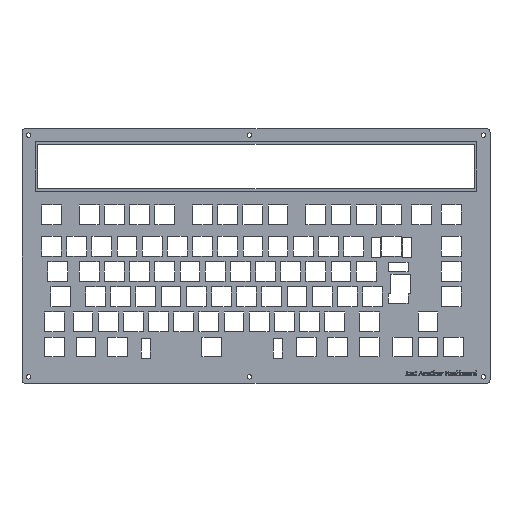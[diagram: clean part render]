
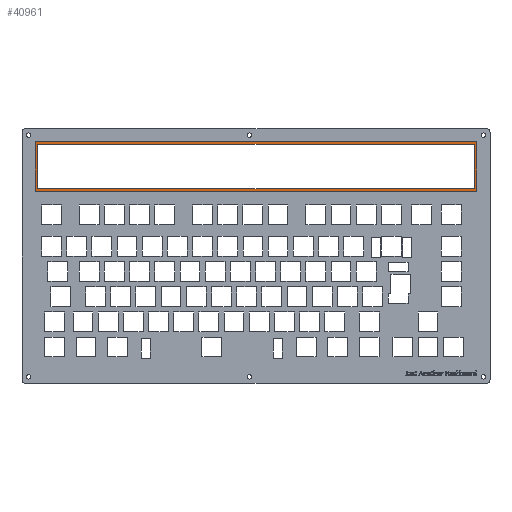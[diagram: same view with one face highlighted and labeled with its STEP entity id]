
A CAD part, top view. The second image highlights one B-rep face of the part: STEP entity #40961.
In plain terms, the highlighted planar face has unit normal (0, 0, 1).
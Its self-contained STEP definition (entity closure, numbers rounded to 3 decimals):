
#20756 = EDGE_CURVE('',#20757,#20759,#20761,.T.);
#20757 = VERTEX_POINT('',#20758);
#20758 = CARTESIAN_POINT('',(-29.116,20.097,0.5));
#20759 = VERTEX_POINT('',#20760);
#20760 = CARTESIAN_POINT('',(-29.116,-13.341,0.5));
#20761 = LINE('',#20762,#20763);
#20762 = CARTESIAN_POINT('',(-29.116,20.097,0.5));
#20763 = VECTOR('',#20764,1.);
#20764 = DIRECTION('',(0.,-1.,0.));
#20787 = EDGE_CURVE('',#20759,#20788,#20790,.T.);
#20788 = VERTEX_POINT('',#20789);
#20789 = CARTESIAN_POINT('',(301.484,-13.341,0.5));
#20790 = LINE('',#20791,#20792);
#20791 = CARTESIAN_POINT('',(-29.116,-13.341,0.5));
#20792 = VECTOR('',#20793,1.);
#20793 = DIRECTION('',(1.,0.,0.));
#20811 = EDGE_CURVE('',#20788,#20812,#20814,.T.);
#20812 = VERTEX_POINT('',#20813);
#20813 = CARTESIAN_POINT('',(301.484,20.097,0.5));
#20814 = LINE('',#20815,#20816);
#20815 = CARTESIAN_POINT('',(301.484,-13.341,0.5));
#20816 = VECTOR('',#20817,1.);
#20817 = DIRECTION('',(0.,1.,0.));
#20835 = EDGE_CURVE('',#20812,#20757,#20836,.T.);
#20836 = LINE('',#20837,#20838);
#20837 = CARTESIAN_POINT('',(301.484,20.097,0.5));
#20838 = VECTOR('',#20839,1.);
#20839 = DIRECTION('',(-1.,0.,0.));
#40870 = VERTEX_POINT('',#40871);
#40871 = CARTESIAN_POINT('',(-31.116,22.097,0.5));
#40877 = EDGE_CURVE('',#40870,#40878,#40880,.T.);
#40878 = VERTEX_POINT('',#40879);
#40879 = CARTESIAN_POINT('',(-31.116,-15.341,0.5));
#40880 = LINE('',#40881,#40882);
#40881 = CARTESIAN_POINT('',(-31.116,22.097,0.5));
#40882 = VECTOR('',#40883,1.);
#40883 = DIRECTION('',(0.,-1.,0.));
#40901 = EDGE_CURVE('',#40878,#40902,#40904,.T.);
#40902 = VERTEX_POINT('',#40903);
#40903 = CARTESIAN_POINT('',(303.484,-15.341,0.5));
#40904 = LINE('',#40905,#40906);
#40905 = CARTESIAN_POINT('',(-31.116,-15.341,0.5));
#40906 = VECTOR('',#40907,1.);
#40907 = DIRECTION('',(1.,0.,0.));
#40925 = EDGE_CURVE('',#40902,#40926,#40928,.T.);
#40926 = VERTEX_POINT('',#40927);
#40927 = CARTESIAN_POINT('',(303.484,22.097,0.5));
#40928 = LINE('',#40929,#40930);
#40929 = CARTESIAN_POINT('',(303.484,-15.341,0.5));
#40930 = VECTOR('',#40931,1.);
#40931 = DIRECTION('',(0.,1.,0.));
#40949 = EDGE_CURVE('',#40926,#40870,#40950,.T.);
#40950 = LINE('',#40951,#40952);
#40951 = CARTESIAN_POINT('',(303.484,22.097,0.5));
#40952 = VECTOR('',#40953,1.);
#40953 = DIRECTION('',(-1.,0.,0.));
#40961 = ADVANCED_FACE('',(#40962,#40968),#40974,.T.);
#40962 = FACE_BOUND('',#40963,.T.);
#40963 = EDGE_LOOP('',(#40964,#40965,#40966,#40967));
#40964 = ORIENTED_EDGE('',*,*,#40877,.T.);
#40965 = ORIENTED_EDGE('',*,*,#40901,.T.);
#40966 = ORIENTED_EDGE('',*,*,#40925,.T.);
#40967 = ORIENTED_EDGE('',*,*,#40949,.T.);
#40968 = FACE_BOUND('',#40969,.T.);
#40969 = EDGE_LOOP('',(#40970,#40971,#40972,#40973));
#40970 = ORIENTED_EDGE('',*,*,#20756,.F.);
#40971 = ORIENTED_EDGE('',*,*,#20835,.F.);
#40972 = ORIENTED_EDGE('',*,*,#20811,.F.);
#40973 = ORIENTED_EDGE('',*,*,#20787,.F.);
#40974 = PLANE('',#40975);
#40975 = AXIS2_PLACEMENT_3D('',#40976,#40977,#40978);
#40976 = CARTESIAN_POINT('',(136.184,3.378,0.5));
#40977 = DIRECTION('',(0.,0.,1.));
#40978 = DIRECTION('',(1.,0.,0.));
